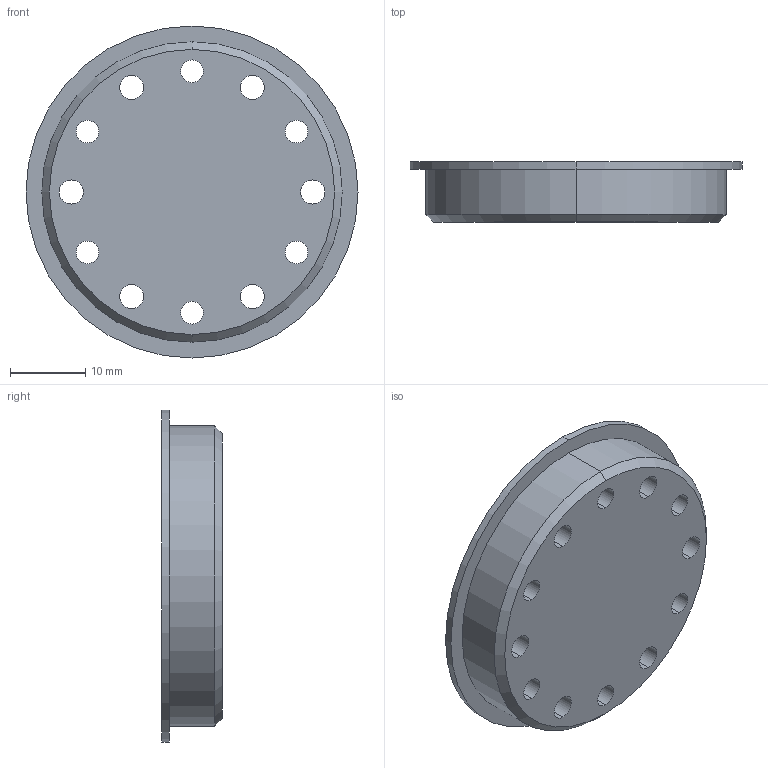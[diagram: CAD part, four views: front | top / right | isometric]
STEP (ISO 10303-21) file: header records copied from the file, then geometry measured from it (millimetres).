
FILE_DESCRIPTION (( 'STEP AP214' ), '1' );
FILE_NAME ('output.STEP', '2024-11-03T19:43:21', ( '' ), ( '' ), 'SwSTEP 2.0', 'SolidWorks 2023', '' );
FILE_SCHEMA (( 'AUTOMOTIVE_DESIGN' ));
Length unit declared in the file: millimetre
Products named in the file (1): output
Bounding box: 44 x 8 x 44 mm (x, y, z)
Volume: 8839.1 mm3; surface area: 4982.4 mm2
Topology: 1 solids, 1 shells, 51 faces, 124 edges, 82 vertices
Faces by surface type: cylinder 40, plane 9, cone 2
Entity records: 1615 total; most frequent: DIRECTION 310, CARTESIAN_POINT 258, ORIENTED_EDGE 248, AXIS2_PLACEMENT_3D 134, EDGE_CURVE 124, EDGE_LOOP 82, CIRCLE 82, VERTEX_POINT 82
